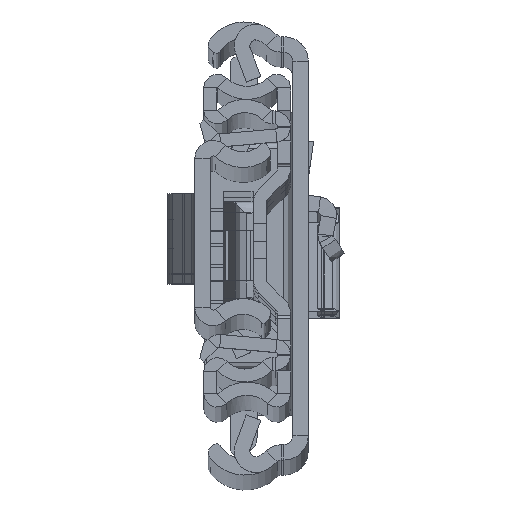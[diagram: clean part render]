
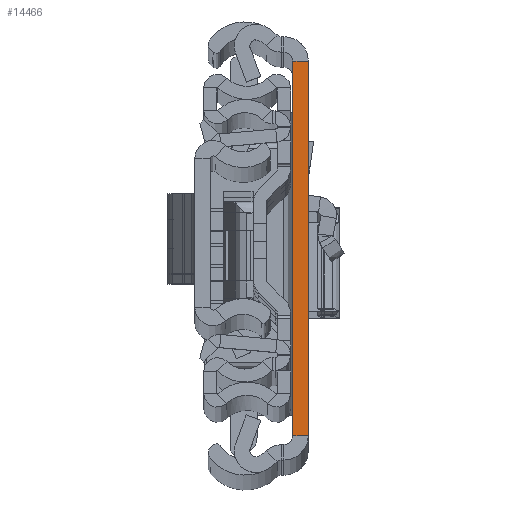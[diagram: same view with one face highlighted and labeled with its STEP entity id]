
A CAD part, top view. The second image highlights one B-rep face of the part: STEP entity #14466.
In plain terms, the highlighted planar face has unit normal (0, 0, 1).
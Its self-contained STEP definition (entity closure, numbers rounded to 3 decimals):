
#29 = LINE ( 'NONE', #6158, #15586 ) ;
#101 = VERTEX_POINT ( 'NONE', #2395 ) ;
#148 = EDGE_LOOP ( 'NONE', ( #14719, #7595, #1298, #5466 ) ) ;
#392 = EDGE_CURVE ( 'NONE', #1759, #101, #16945, .T. ) ;
#879 = VECTOR ( 'NONE', #961, 1000. ) ;
#926 = DIRECTION ( 'NONE',  ( 0., 1., 0. ) ) ;
#961 = DIRECTION ( 'NONE',  ( 1., 0., 0. ) ) ;
#1213 = CARTESIAN_POINT ( 'NONE',  ( 2.6, -31.5, 0. ) ) ;
#1298 = ORIENTED_EDGE ( 'NONE', *, *, #392, .T. ) ;
#1759 = VERTEX_POINT ( 'NONE', #6329 ) ;
#2395 = CARTESIAN_POINT ( 'NONE',  ( 2.6, -31.5, 0. ) ) ;
#2570 = DIRECTION ( 'NONE',  ( 0., 1., 0. ) ) ;
#2670 = DIRECTION ( 'NONE',  ( 0., 0., -1. ) ) ;
#2761 = FACE_OUTER_BOUND ( 'NONE', #148, .T. ) ;
#3493 = VERTEX_POINT ( 'NONE', #6890 ) ;
#3507 = CARTESIAN_POINT ( 'NONE',  ( 0., 31.5, 0. ) ) ;
#5466 = ORIENTED_EDGE ( 'NONE', *, *, #8415, .T. ) ;
#5763 = LINE ( 'NONE', #17772, #9794 ) ;
#5814 = AXIS2_PLACEMENT_3D ( 'NONE', #11873, #2670, #2570 ) ;
#6158 = CARTESIAN_POINT ( 'NONE',  ( 2.6, 31.5, 0. ) ) ;
#6329 = CARTESIAN_POINT ( 'NONE',  ( 0., -31.5, 0. ) ) ;
#6890 = CARTESIAN_POINT ( 'NONE',  ( 2.6, 31.5, 0. ) ) ;
#7595 = ORIENTED_EDGE ( 'NONE', *, *, #10234, .F. ) ;
#8415 = EDGE_CURVE ( 'NONE', #101, #3493, #16368, .T. ) ;
#9794 = VECTOR ( 'NONE', #926, 1000. ) ;
#10147 = VERTEX_POINT ( 'NONE', #3507 ) ;
#10234 = EDGE_CURVE ( 'NONE', #1759, #10147, #5763, .T. ) ;
#11873 = CARTESIAN_POINT ( 'NONE',  ( 2.6, -31.5, 0. ) ) ;
#11982 = VECTOR ( 'NONE', #13303, 1000. ) ;
#12418 = DIRECTION ( 'NONE',  ( 1., 0., 0. ) ) ;
#12516 = EDGE_CURVE ( 'NONE', #10147, #3493, #29, .T. ) ;
#13303 = DIRECTION ( 'NONE',  ( 0., 1., 0. ) ) ;
#13879 = CARTESIAN_POINT ( 'NONE',  ( 2.6, -31.5, 0. ) ) ;
#14466 = ADVANCED_FACE ( 'NONE', ( #2761 ), #14959, .F. ) ;
#14719 = ORIENTED_EDGE ( 'NONE', *, *, #12516, .F. ) ;
#14959 = PLANE ( 'NONE',  #5814 ) ;
#15586 = VECTOR ( 'NONE', #12418, 1000. ) ;
#16368 = LINE ( 'NONE', #1213, #11982 ) ;
#16945 = LINE ( 'NONE', #13879, #879 ) ;
#17772 = CARTESIAN_POINT ( 'NONE',  ( 0., -31.5, 0. ) ) ;
